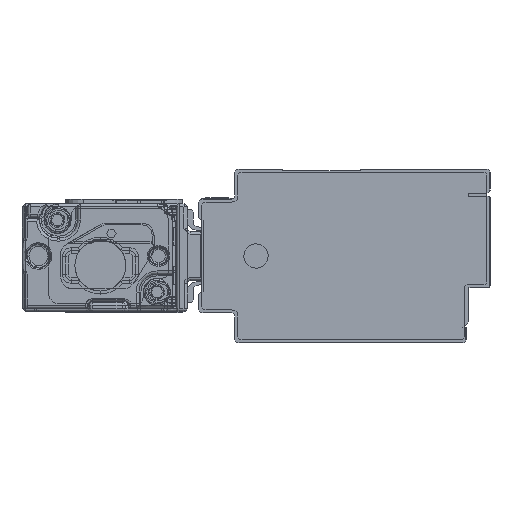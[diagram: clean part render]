
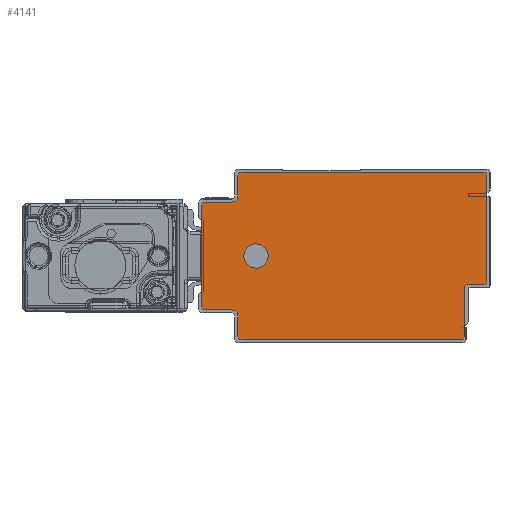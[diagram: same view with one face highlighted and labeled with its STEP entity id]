
A CAD part, left-side view. The second image highlights one B-rep face of the part: STEP entity #4141.
In plain terms, the highlighted planar face has unit normal (-1, 0, 0).
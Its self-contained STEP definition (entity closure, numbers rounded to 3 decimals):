
#1775=AXIS2_PLACEMENT_3D('Circle Axis2P3D',#1773,#1774,$) ;
#1813=AXIS2_PLACEMENT_3D('Circle Axis2P3D',#1811,#1812,$) ;
#1851=AXIS2_PLACEMENT_3D('Circle Axis2P3D',#1849,#1850,$) ;
#1889=AXIS2_PLACEMENT_3D('Circle Axis2P3D',#1887,#1888,$) ;
#4011=AXIS2_PLACEMENT_3D('Circle Axis2P3D',#4009,#4010,$) ;
#4031=AXIS2_PLACEMENT_3D('Plane Axis2P3D',#4028,#4029,#4030) ;
#4035=AXIS2_PLACEMENT_3D('Circle Axis2P3D',#4033,#4034,$) ;
#4049=AXIS2_PLACEMENT_3D('Circle Axis2P3D',#4047,#4048,$) ;
#4063=AXIS2_PLACEMENT_3D('Circle Axis2P3D',#4061,#4062,$) ;
#4077=AXIS2_PLACEMENT_3D('Circle Axis2P3D',#4075,#4076,$) ;
#4091=AXIS2_PLACEMENT_3D('Circle Axis2P3D',#4089,#4090,$) ;
#4125=AXIS2_PLACEMENT_3D('Circle Axis2P3D',#4123,#4124,$) ;
#4134=AXIS2_PLACEMENT_3D('Circle Axis2P3D',#4132,#4133,$) ;
#1731=CARTESIAN_POINT('Line Origine',(-2775.5,-3.5,19.1)) ;
#1735=CARTESIAN_POINT('Vertex',(-2775.5,-3.5,28.)) ;
#1737=CARTESIAN_POINT('Vertex',(-2775.5,-3.5,10.2)) ;
#1773=CARTESIAN_POINT('Axis2P3D Location',(-2775.5,-3.,28.)) ;
#1777=CARTESIAN_POINT('Vertex',(-2775.5,-3.,28.5)) ;
#1792=CARTESIAN_POINT('Line Origine',(-2775.5,17.25,28.5)) ;
#1796=CARTESIAN_POINT('Vertex',(-2775.5,37.5,28.5)) ;
#1811=CARTESIAN_POINT('Axis2P3D Location',(-2775.5,37.5,28.)) ;
#1815=CARTESIAN_POINT('Vertex',(-2775.5,38.,28.)) ;
#1830=CARTESIAN_POINT('Line Origine',(-2775.5,38.,26.25)) ;
#1834=CARTESIAN_POINT('Vertex',(-2775.5,38.,24.5)) ;
#1849=CARTESIAN_POINT('Axis2P3D Location',(-2775.5,39.,24.5)) ;
#1853=CARTESIAN_POINT('Vertex',(-2775.5,39.,23.5)) ;
#1868=CARTESIAN_POINT('Line Origine',(-2775.5,41.25,23.5)) ;
#1872=CARTESIAN_POINT('Vertex',(-2775.5,43.5,23.5)) ;
#1887=CARTESIAN_POINT('Axis2P3D Location',(-2775.5,43.5,23.)) ;
#1891=CARTESIAN_POINT('Vertex',(-2775.5,44.,23.)) ;
#1906=CARTESIAN_POINT('Line Origine',(-2775.5,44.,14.5)) ;
#1910=CARTESIAN_POINT('Vertex',(-2775.5,44.,6.)) ;
#4009=CARTESIAN_POINT('Axis2P3D Location',(-2775.5,-3.,10.2)) ;
#4013=CARTESIAN_POINT('Vertex',(-2775.5,-3.,9.7)) ;
#4028=CARTESIAN_POINT('Axis2P3D Location',(-2775.5,0.,0.)) ;
#4033=CARTESIAN_POINT('Axis2P3D Location',(-2775.5,43.5,6.)) ;
#4037=CARTESIAN_POINT('Vertex',(-2775.5,43.5,5.5)) ;
#4040=CARTESIAN_POINT('Line Origine',(-2775.5,41.25,5.5)) ;
#4044=CARTESIAN_POINT('Vertex',(-2775.5,39.,5.5)) ;
#4047=CARTESIAN_POINT('Axis2P3D Location',(-2775.5,39.,4.5)) ;
#4051=CARTESIAN_POINT('Vertex',(-2775.5,38.,4.5)) ;
#4054=CARTESIAN_POINT('Line Origine',(-2775.5,38.,2.75)) ;
#4058=CARTESIAN_POINT('Vertex',(-2775.5,38.,1.)) ;
#4061=CARTESIAN_POINT('Axis2P3D Location',(-2775.5,37.5,1.)) ;
#4065=CARTESIAN_POINT('Vertex',(-2775.5,37.5,0.5)) ;
#4068=CARTESIAN_POINT('Line Origine',(-2775.5,19.15,0.5)) ;
#4072=CARTESIAN_POINT('Vertex',(-2775.5,0.8,0.5)) ;
#4075=CARTESIAN_POINT('Axis2P3D Location',(-2775.5,0.8,1.)) ;
#4079=CARTESIAN_POINT('Vertex',(-2775.5,0.3,1.)) ;
#4082=CARTESIAN_POINT('Line Origine',(-2775.5,0.3,5.1)) ;
#4086=CARTESIAN_POINT('Vertex',(-2775.5,0.3,9.2)) ;
#4089=CARTESIAN_POINT('Axis2P3D Location',(-2775.5,-0.2,9.2)) ;
#4093=CARTESIAN_POINT('Vertex',(-2775.5,-0.2,9.7)) ;
#4096=CARTESIAN_POINT('Line Origine',(-2775.5,-1.6,9.7)) ;
#4123=CARTESIAN_POINT('Axis2P3D Location',(-2775.5,35.,14.5)) ;
#4127=CARTESIAN_POINT('Vertex',(-2775.5,33.186,13.509)) ;
#4129=CARTESIAN_POINT('Vertex',(-2775.5,36.814,15.491)) ;
#4132=CARTESIAN_POINT('Axis2P3D Location',(-2775.5,35.,14.5)) ;
#1732=DIRECTION('Vector Direction',(0.,0.,-1.)) ;
#1774=DIRECTION('Axis2P3D Direction',(1.,0.,0.)) ;
#1793=DIRECTION('Vector Direction',(0.,1.,0.)) ;
#1812=DIRECTION('Axis2P3D Direction',(1.,0.,0.)) ;
#1831=DIRECTION('Vector Direction',(0.,0.,1.)) ;
#1850=DIRECTION('Axis2P3D Direction',(1.,0.,0.)) ;
#1869=DIRECTION('Vector Direction',(0.,1.,0.)) ;
#1888=DIRECTION('Axis2P3D Direction',(1.,0.,0.)) ;
#1907=DIRECTION('Vector Direction',(0.,0.,1.)) ;
#4010=DIRECTION('Axis2P3D Direction',(1.,0.,0.)) ;
#4029=DIRECTION('Axis2P3D Direction',(1.,0.,0.)) ;
#4030=DIRECTION('Axis2P3D XDirection',(0.,1.,0.)) ;
#4034=DIRECTION('Axis2P3D Direction',(1.,0.,0.)) ;
#4041=DIRECTION('Vector Direction',(0.,-1.,0.)) ;
#4048=DIRECTION('Axis2P3D Direction',(1.,0.,0.)) ;
#4055=DIRECTION('Vector Direction',(0.,0.,1.)) ;
#4062=DIRECTION('Axis2P3D Direction',(1.,0.,0.)) ;
#4069=DIRECTION('Vector Direction',(0.,-1.,0.)) ;
#4076=DIRECTION('Axis2P3D Direction',(1.,0.,0.)) ;
#4083=DIRECTION('Vector Direction',(0.,0.,-1.)) ;
#4090=DIRECTION('Axis2P3D Direction',(1.,0.,0.)) ;
#4097=DIRECTION('Vector Direction',(0.,1.,0.)) ;
#4124=DIRECTION('Axis2P3D Direction',(1.,0.,0.)) ;
#4133=DIRECTION('Axis2P3D Direction',(1.,0.,0.)) ;
#1733=VECTOR('Line Direction',#1732,1.) ;
#1794=VECTOR('Line Direction',#1793,1.) ;
#1832=VECTOR('Line Direction',#1831,1.) ;
#1870=VECTOR('Line Direction',#1869,1.) ;
#1908=VECTOR('Line Direction',#1907,1.) ;
#4042=VECTOR('Line Direction',#4041,1.) ;
#4056=VECTOR('Line Direction',#4055,1.) ;
#4070=VECTOR('Line Direction',#4069,1.) ;
#4084=VECTOR('Line Direction',#4083,1.) ;
#4098=VECTOR('Line Direction',#4097,1.) ;
#4102=ORIENTED_EDGE('',*,*,#1798,.F.) ;
#4103=ORIENTED_EDGE('',*,*,#1817,.F.) ;
#4104=ORIENTED_EDGE('',*,*,#1836,.F.) ;
#4105=ORIENTED_EDGE('',*,*,#1855,.F.) ;
#4106=ORIENTED_EDGE('',*,*,#1874,.F.) ;
#4107=ORIENTED_EDGE('',*,*,#1893,.F.) ;
#4108=ORIENTED_EDGE('',*,*,#1912,.F.) ;
#4109=ORIENTED_EDGE('',*,*,#4039,.F.) ;
#4110=ORIENTED_EDGE('',*,*,#4046,.F.) ;
#4111=ORIENTED_EDGE('',*,*,#4053,.F.) ;
#4112=ORIENTED_EDGE('',*,*,#4060,.F.) ;
#4113=ORIENTED_EDGE('',*,*,#4067,.F.) ;
#4114=ORIENTED_EDGE('',*,*,#4074,.F.) ;
#4115=ORIENTED_EDGE('',*,*,#4081,.F.) ;
#4116=ORIENTED_EDGE('',*,*,#4088,.F.) ;
#4117=ORIENTED_EDGE('',*,*,#4095,.F.) ;
#4118=ORIENTED_EDGE('',*,*,#4100,.F.) ;
#4119=ORIENTED_EDGE('',*,*,#4015,.F.) ;
#4120=ORIENTED_EDGE('',*,*,#1739,.F.) ;
#4121=ORIENTED_EDGE('',*,*,#1779,.F.) ;
#4138=ORIENTED_EDGE('',*,*,#4131,.T.) ;
#4139=ORIENTED_EDGE('',*,*,#4136,.T.) ;
#4140=FACE_BOUND('',#4137,.T.) ;
#4141=ADVANCED_FACE('\X2\FF8EFF9EFF83FF9EFF68FF70\X0\.2',(#4122,#4140),#4032,.F.) ;
#1776=CIRCLE('generated circle',#1775,0.5) ;
#1814=CIRCLE('generated circle',#1813,0.5) ;
#1852=CIRCLE('generated circle',#1851,1.) ;
#1890=CIRCLE('generated circle',#1889,0.5) ;
#4012=CIRCLE('generated circle',#4011,0.5) ;
#4036=CIRCLE('generated circle',#4035,0.5) ;
#4050=CIRCLE('generated circle',#4049,1.) ;
#4064=CIRCLE('generated circle',#4063,0.5) ;
#4078=CIRCLE('generated circle',#4077,0.5) ;
#4092=CIRCLE('generated circle',#4091,0.5) ;
#4126=CIRCLE('generated circle',#4125,2.067) ;
#4135=CIRCLE('generated circle',#4134,2.067) ;
#1739=EDGE_CURVE('',#1736,#1738,#1734,.T.) ;
#1779=EDGE_CURVE('',#1778,#1736,#1776,.T.) ;
#1798=EDGE_CURVE('',#1797,#1778,#1795,.F.) ;
#1817=EDGE_CURVE('',#1816,#1797,#1814,.T.) ;
#1836=EDGE_CURVE('',#1835,#1816,#1833,.T.) ;
#1855=EDGE_CURVE('',#1854,#1835,#1852,.F.) ;
#1874=EDGE_CURVE('',#1873,#1854,#1871,.F.) ;
#1893=EDGE_CURVE('',#1892,#1873,#1890,.T.) ;
#1912=EDGE_CURVE('',#1911,#1892,#1909,.T.) ;
#4015=EDGE_CURVE('',#1738,#4014,#4012,.T.) ;
#4039=EDGE_CURVE('',#4038,#1911,#4036,.T.) ;
#4046=EDGE_CURVE('',#4045,#4038,#4043,.F.) ;
#4053=EDGE_CURVE('',#4052,#4045,#4050,.F.) ;
#4060=EDGE_CURVE('',#4059,#4052,#4057,.T.) ;
#4067=EDGE_CURVE('',#4066,#4059,#4064,.T.) ;
#4074=EDGE_CURVE('',#4073,#4066,#4071,.F.) ;
#4081=EDGE_CURVE('',#4080,#4073,#4078,.T.) ;
#4088=EDGE_CURVE('',#4087,#4080,#4085,.T.) ;
#4095=EDGE_CURVE('',#4094,#4087,#4092,.F.) ;
#4100=EDGE_CURVE('',#4014,#4094,#4099,.T.) ;
#4131=EDGE_CURVE('',#4128,#4130,#4126,.T.) ;
#4136=EDGE_CURVE('',#4130,#4128,#4135,.T.) ;
#4101=EDGE_LOOP('',(#4102,#4103,#4104,#4105,#4106,#4107,#4108,#4109,#4110,#4111,#4112,#4113,#4114,#4115,#4116,#4117,#4118,#4119,#4120,#4121)) ;
#4137=EDGE_LOOP('',(#4138,#4139)) ;
#4122=FACE_OUTER_BOUND('',#4101,.T.) ;
#1734=LINE('Line',#1731,#1733) ;
#1795=LINE('Line',#1792,#1794) ;
#1833=LINE('Line',#1830,#1832) ;
#1871=LINE('Line',#1868,#1870) ;
#1909=LINE('Line',#1906,#1908) ;
#4043=LINE('Line',#4040,#4042) ;
#4057=LINE('Line',#4054,#4056) ;
#4071=LINE('Line',#4068,#4070) ;
#4085=LINE('Line',#4082,#4084) ;
#4099=LINE('Line',#4096,#4098) ;
#4032=PLANE('Plane',#4031) ;
#1736=VERTEX_POINT('',#1735) ;
#1738=VERTEX_POINT('',#1737) ;
#1778=VERTEX_POINT('',#1777) ;
#1797=VERTEX_POINT('',#1796) ;
#1816=VERTEX_POINT('',#1815) ;
#1835=VERTEX_POINT('',#1834) ;
#1854=VERTEX_POINT('',#1853) ;
#1873=VERTEX_POINT('',#1872) ;
#1892=VERTEX_POINT('',#1891) ;
#1911=VERTEX_POINT('',#1910) ;
#4014=VERTEX_POINT('',#4013) ;
#4038=VERTEX_POINT('',#4037) ;
#4045=VERTEX_POINT('',#4044) ;
#4052=VERTEX_POINT('',#4051) ;
#4059=VERTEX_POINT('',#4058) ;
#4066=VERTEX_POINT('',#4065) ;
#4073=VERTEX_POINT('',#4072) ;
#4080=VERTEX_POINT('',#4079) ;
#4087=VERTEX_POINT('',#4086) ;
#4094=VERTEX_POINT('',#4093) ;
#4128=VERTEX_POINT('',#4127) ;
#4130=VERTEX_POINT('',#4129) ;
